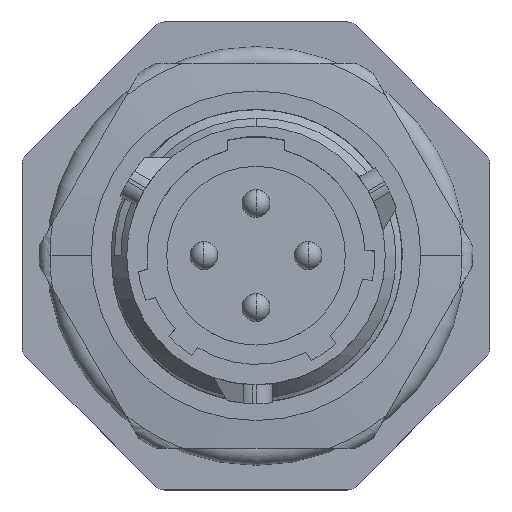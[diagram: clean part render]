
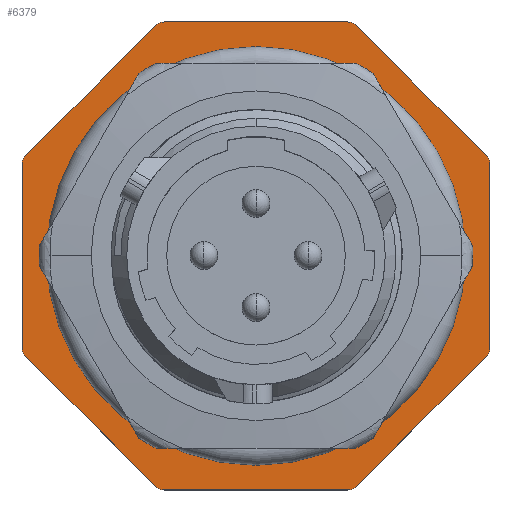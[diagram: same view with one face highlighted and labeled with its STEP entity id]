
A CAD part, top view. The second image highlights one B-rep face of the part: STEP entity #6379.
In plain terms, the highlighted planar face has unit normal (0, 0, 1).
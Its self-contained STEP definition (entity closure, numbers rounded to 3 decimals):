
#1724=DIRECTION('',(0.707,-0.707,0.));
#1725=VECTOR('',#1724,10.55);
#1726=CARTESIAN_POINT('',(5.805,13.265,1.7));
#1727=LINE('',#1726,#1725);
#1728=DIRECTION('',(0.,-1.,0.));
#1729=VECTOR('',#1728,10.55);
#1730=CARTESIAN_POINT('',(13.485,5.275,1.7));
#1731=LINE('',#1730,#1729);
#1732=DIRECTION('',(-0.707,-0.707,0.));
#1733=VECTOR('',#1732,10.55);
#1734=CARTESIAN_POINT('',(13.265,-5.805,1.7));
#1735=LINE('',#1734,#1733);
#1736=DIRECTION('',(-1.,0.,0.));
#1737=VECTOR('',#1736,10.55);
#1738=CARTESIAN_POINT('',(5.275,-13.485,1.7));
#1739=LINE('',#1738,#1737);
#1740=DIRECTION('',(-0.707,0.707,0.));
#1741=VECTOR('',#1740,10.55);
#1742=CARTESIAN_POINT('',(-5.805,-13.265,1.7));
#1743=LINE('',#1742,#1741);
#1744=DIRECTION('',(0.,1.,0.));
#1745=VECTOR('',#1744,10.55);
#1746=CARTESIAN_POINT('',(-13.485,-5.275,1.7));
#1747=LINE('',#1746,#1745);
#1748=DIRECTION('',(0.707,0.707,0.));
#1749=VECTOR('',#1748,10.55);
#1750=CARTESIAN_POINT('',(-13.265,5.805,1.7));
#1751=LINE('',#1750,#1749);
#1752=DIRECTION('',(1.,0.,0.));
#1753=VECTOR('',#1752,10.55);
#1754=CARTESIAN_POINT('',(-5.275,13.485,1.7));
#1755=LINE('',#1754,#1753);
#1756=CARTESIAN_POINT('',(0.,0.,1.7));
#1757=DIRECTION('',(0.,0.,1.));
#1758=DIRECTION('',(-1.,0.,0.));
#1759=AXIS2_PLACEMENT_3D('',#1756,#1757,#1758);
#1761=CARTESIAN_POINT('',(0.,0.,1.7));
#1762=DIRECTION('',(0.,0.,1.));
#1763=DIRECTION('',(1.,0.,0.));
#1764=AXIS2_PLACEMENT_3D('',#1761,#1762,#1763);
#1770=CARTESIAN_POINT('',(5.275,12.735,1.7));
#1771=DIRECTION('',(0.,0.,1.));
#1772=DIRECTION('',(0.707,0.707,0.));
#1773=AXIS2_PLACEMENT_3D('',#1770,#1771,#1772);
#1820=CARTESIAN_POINT('',(-5.275,12.735,1.7));
#1821=DIRECTION('',(0.,0.,1.));
#1822=DIRECTION('',(0.,1.,0.));
#1823=AXIS2_PLACEMENT_3D('',#1820,#1821,#1822);
#1838=CARTESIAN_POINT('',(-12.735,5.275,1.7));
#1839=DIRECTION('',(0.,0.,1.));
#1840=DIRECTION('',(-0.707,0.707,0.));
#1841=AXIS2_PLACEMENT_3D('',#1838,#1839,#1840);
#1856=CARTESIAN_POINT('',(-12.735,-5.275,1.7));
#1857=DIRECTION('',(0.,0.,1.));
#1858=DIRECTION('',(-1.,0.,0.));
#1859=AXIS2_PLACEMENT_3D('',#1856,#1857,#1858);
#1874=CARTESIAN_POINT('',(-5.275,-12.735,1.7));
#1875=DIRECTION('',(0.,0.,1.));
#1876=DIRECTION('',(-0.707,-0.707,0.));
#1877=AXIS2_PLACEMENT_3D('',#1874,#1875,#1876);
#1892=CARTESIAN_POINT('',(5.275,-12.735,1.7));
#1893=DIRECTION('',(0.,0.,1.));
#1894=DIRECTION('',(0.,-1.,0.));
#1895=AXIS2_PLACEMENT_3D('',#1892,#1893,#1894);
#1910=CARTESIAN_POINT('',(12.735,-5.275,1.7));
#1911=DIRECTION('',(0.,0.,1.));
#1912=DIRECTION('',(0.707,-0.707,0.));
#1913=AXIS2_PLACEMENT_3D('',#1910,#1911,#1912);
#1928=CARTESIAN_POINT('',(12.735,5.275,1.7));
#1929=DIRECTION('',(0.,0.,1.));
#1930=DIRECTION('',(1.,0.,0.));
#1931=AXIS2_PLACEMENT_3D('',#1928,#1929,#1930);
#3959=CARTESIAN_POINT('',(5.805,13.265,1.7));
#3961=VERTEX_POINT('',#3959);
#3962=CARTESIAN_POINT('',(5.275,13.485,1.7));
#3963=VERTEX_POINT('',#3962);
#3967=CARTESIAN_POINT('',(13.485,5.275,1.7));
#3969=VERTEX_POINT('',#3967);
#3970=CARTESIAN_POINT('',(13.265,5.805,1.7));
#3971=VERTEX_POINT('',#3970);
#3975=CARTESIAN_POINT('',(13.265,-5.805,1.7));
#3977=VERTEX_POINT('',#3975);
#3978=CARTESIAN_POINT('',(13.485,-5.275,1.7));
#3979=VERTEX_POINT('',#3978);
#3983=CARTESIAN_POINT('',(-5.275,13.485,1.7));
#3985=VERTEX_POINT('',#3983);
#3986=CARTESIAN_POINT('',(-5.805,13.265,1.7));
#3987=VERTEX_POINT('',#3986);
#3991=CARTESIAN_POINT('',(5.275,-13.485,1.7));
#3993=VERTEX_POINT('',#3991);
#3994=CARTESIAN_POINT('',(5.805,-13.265,1.7));
#3995=VERTEX_POINT('',#3994);
#3999=CARTESIAN_POINT('',(-5.805,-13.265,1.7));
#4001=VERTEX_POINT('',#3999);
#4002=CARTESIAN_POINT('',(-5.275,-13.485,1.7));
#4003=VERTEX_POINT('',#4002);
#4007=CARTESIAN_POINT('',(-13.485,-5.275,1.7));
#4009=VERTEX_POINT('',#4007);
#4010=CARTESIAN_POINT('',(-13.265,-5.805,1.7));
#4011=VERTEX_POINT('',#4010);
#4015=CARTESIAN_POINT('',(-13.265,5.805,1.7));
#4017=VERTEX_POINT('',#4015);
#4018=CARTESIAN_POINT('',(-13.485,5.275,1.7));
#4019=VERTEX_POINT('',#4018);
#4367=CARTESIAN_POINT('',(-11.59,0.,1.7));
#4368=CARTESIAN_POINT('',(11.59,0.,1.7));
#4369=VERTEX_POINT('',#4367);
#4370=VERTEX_POINT('',#4368);
#6336=CARTESIAN_POINT('',(0.,0.,1.7));
#6337=DIRECTION('',(0.,0.,-1.));
#6338=DIRECTION('',(0.,-1.,0.));
#6339=AXIS2_PLACEMENT_3D('',#6336,#6337,#6338);
#6340=PLANE('',#6339);
#6342=ORIENTED_EDGE('',*,*,#6341,.F.);
#6344=ORIENTED_EDGE('',*,*,#6343,.T.);
#6346=ORIENTED_EDGE('',*,*,#6345,.F.);
#6348=ORIENTED_EDGE('',*,*,#6347,.T.);
#6350=ORIENTED_EDGE('',*,*,#6349,.F.);
#6352=ORIENTED_EDGE('',*,*,#6351,.T.);
#6354=ORIENTED_EDGE('',*,*,#6353,.F.);
#6356=ORIENTED_EDGE('',*,*,#6355,.T.);
#6358=ORIENTED_EDGE('',*,*,#6357,.F.);
#6360=ORIENTED_EDGE('',*,*,#6359,.T.);
#6362=ORIENTED_EDGE('',*,*,#6361,.F.);
#6364=ORIENTED_EDGE('',*,*,#6363,.T.);
#6366=ORIENTED_EDGE('',*,*,#6365,.F.);
#6368=ORIENTED_EDGE('',*,*,#6367,.T.);
#6370=ORIENTED_EDGE('',*,*,#6369,.F.);
#6372=ORIENTED_EDGE('',*,*,#6371,.T.);
#6373=EDGE_LOOP('',(#6342,#6344,#6346,#6348,#6350,#6352,#6354,#6356,#6358,#6360,
#6362,#6364,#6366,#6368,#6370,#6372));
#6374=FACE_OUTER_BOUND('',#6373,.F.);
#6375=ORIENTED_EDGE('',*,*,#6303,.T.);
#6376=ORIENTED_EDGE('',*,*,#6318,.T.);
#6377=EDGE_LOOP('',(#6375,#6376));
#6378=FACE_BOUND('',#6377,.F.);
#6379=ADVANCED_FACE('',(#6374,#6378),#6340,.F.);
#1760=CIRCLE('',#1759,11.59);
#1765=CIRCLE('',#1764,11.59);
#1774=CIRCLE('',#1773,0.75);
#1824=CIRCLE('',#1823,0.75);
#1842=CIRCLE('',#1841,0.75);
#1860=CIRCLE('',#1859,0.75);
#1878=CIRCLE('',#1877,0.75);
#1896=CIRCLE('',#1895,0.75);
#1914=CIRCLE('',#1913,0.75);
#1932=CIRCLE('',#1931,0.75);
#6303=EDGE_CURVE('',#4369,#4370,#1760,.T.);
#6318=EDGE_CURVE('',#4370,#4369,#1765,.T.);
#6341=EDGE_CURVE('',#3961,#3963,#1774,.T.);
#6343=EDGE_CURVE('',#3961,#3971,#1727,.T.);
#6345=EDGE_CURVE('',#3969,#3971,#1932,.T.);
#6347=EDGE_CURVE('',#3969,#3979,#1731,.T.);
#6349=EDGE_CURVE('',#3977,#3979,#1914,.T.);
#6351=EDGE_CURVE('',#3977,#3995,#1735,.T.);
#6353=EDGE_CURVE('',#3993,#3995,#1896,.T.);
#6355=EDGE_CURVE('',#3993,#4003,#1739,.T.);
#6357=EDGE_CURVE('',#4001,#4003,#1878,.T.);
#6359=EDGE_CURVE('',#4001,#4011,#1743,.T.);
#6361=EDGE_CURVE('',#4009,#4011,#1860,.T.);
#6363=EDGE_CURVE('',#4009,#4019,#1747,.T.);
#6365=EDGE_CURVE('',#4017,#4019,#1842,.T.);
#6367=EDGE_CURVE('',#4017,#3987,#1751,.T.);
#6369=EDGE_CURVE('',#3985,#3987,#1824,.T.);
#6371=EDGE_CURVE('',#3985,#3963,#1755,.T.);
